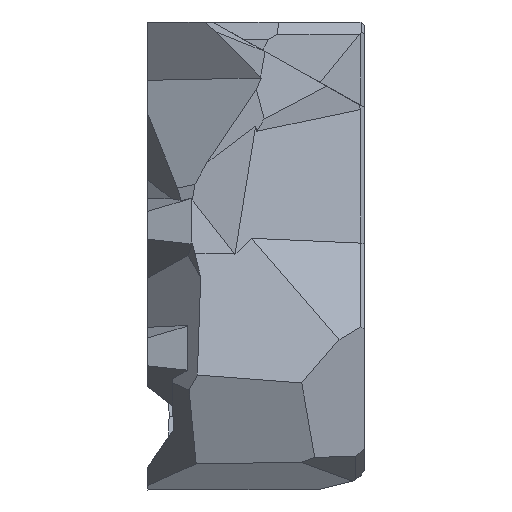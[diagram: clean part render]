
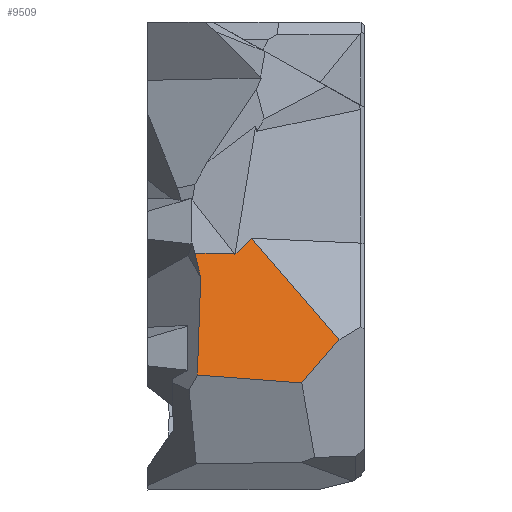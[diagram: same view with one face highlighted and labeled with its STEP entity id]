
A CAD part, left-side view. The second image highlights one B-rep face of the part: STEP entity #9509.
In plain terms, the highlighted planar face has unit normal (-0.966, 0, 0.261).
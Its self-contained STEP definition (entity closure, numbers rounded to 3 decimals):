
#378=PLANE('',#10094);
#856=LINE('',#23676,#1526);
#860=LINE('',#23683,#1530);
#871=LINE('',#23705,#1541);
#872=LINE('',#23707,#1542);
#873=LINE('',#23709,#1543);
#874=LINE('',#23711,#1544);
#875=LINE('',#23713,#1545);
#876=LINE('',#23714,#1546);
#1526=VECTOR('',#11218,1000.);
#1530=VECTOR('',#11224,1000.);
#1541=VECTOR('',#11247,1000.);
#1542=VECTOR('',#11248,1000.);
#1543=VECTOR('',#11249,1000.);
#1544=VECTOR('',#11250,1000.);
#1545=VECTOR('',#11251,1000.);
#1546=VECTOR('',#11252,1000.);
#2102=FACE_OUTER_BOUND('',#2595,.T.);
#2595=EDGE_LOOP('',(#7487,#7488,#7489,#7490,#7491,#7492,#7493,#7494));
#4260=VERTEX_POINT('',#23673);
#4261=VERTEX_POINT('',#23675);
#4263=VERTEX_POINT('',#23681);
#4268=VERTEX_POINT('',#23704);
#4269=VERTEX_POINT('',#23706);
#4270=VERTEX_POINT('',#23708);
#4271=VERTEX_POINT('',#23710);
#4272=VERTEX_POINT('',#23712);
#5489=EDGE_CURVE('',#4261,#4260,#856,.T.);
#5493=EDGE_CURVE('',#4263,#4260,#860,.T.);
#5504=EDGE_CURVE('',#4268,#4263,#871,.T.);
#5505=EDGE_CURVE('',#4268,#4269,#872,.T.);
#5506=EDGE_CURVE('',#4270,#4269,#873,.T.);
#5507=EDGE_CURVE('',#4271,#4270,#874,.T.);
#5508=EDGE_CURVE('',#4272,#4271,#875,.T.);
#5509=EDGE_CURVE('',#4261,#4272,#876,.T.);
#7487=ORIENTED_EDGE('',*,*,#5489,.T.);
#7488=ORIENTED_EDGE('',*,*,#5493,.F.);
#7489=ORIENTED_EDGE('',*,*,#5504,.F.);
#7490=ORIENTED_EDGE('',*,*,#5505,.T.);
#7491=ORIENTED_EDGE('',*,*,#5506,.F.);
#7492=ORIENTED_EDGE('',*,*,#5507,.F.);
#7493=ORIENTED_EDGE('',*,*,#5508,.F.);
#7494=ORIENTED_EDGE('',*,*,#5509,.F.);
#9509=ADVANCED_FACE('',(#2102),#378,.F.);
#10094=AXIS2_PLACEMENT_3D('',#23703,#11245,#11246);
#11218=DIRECTION('',(0.2,0.64,0.742));
#11224=DIRECTION('',(0.185,-0.705,0.685));
#11245=DIRECTION('center_axis',(0.965,0.,
-0.261));
#11246=DIRECTION('ref_axis',(0.,-1.,0.));
#11247=DIRECTION('',(-0.21,-0.59,-0.779));
#11248=DIRECTION('',(0.,1.,0.));
#11249=DIRECTION('',(0.254,0.23,0.94));
#11250=DIRECTION('',(0.26,-0.033,0.965));
#11251=DIRECTION('',(0.02,0.997,0.075));
#11252=DIRECTION('',(-0.2,0.64,-0.742));
#23673=CARTESIAN_POINT('',(-30.604,-13.131,34.17));
#23675=CARTESIAN_POINT('',(-34.062,-24.186,21.352));
#23676=CARTESIAN_POINT('',(-33.525,-22.468,23.344));
#23681=CARTESIAN_POINT('',(-31.151,-11.042,32.142));
#23683=CARTESIAN_POINT('',(-28.391,-21.577,42.369));
#23703=CARTESIAN_POINT('Origin',(-31.121,-27.5,32.254));
#23704=CARTESIAN_POINT('',(-31.121,-10.956,32.254));
#23705=CARTESIAN_POINT('',(-31.026,-10.692,32.604));
#23706=CARTESIAN_POINT('',(-31.121,-5.979,32.254));
#23707=CARTESIAN_POINT('',(-31.121,-27.5,32.254));
#23708=CARTESIAN_POINT('',(-31.929,-6.712,29.257));
#23709=CARTESIAN_POINT('',(-27.9,-3.061,44.189));
#23710=CARTESIAN_POINT('',(-35.265,-6.292,16.896));
#23711=CARTESIAN_POINT('',(-30.401,-6.905,34.919));
#23712=CARTESIAN_POINT('',(-35.534,-19.483,15.897));
#23713=CARTESIAN_POINT('',(-35.564,-20.969,15.785));
#23714=CARTESIAN_POINT('',(-34.793,-21.852,18.645));
